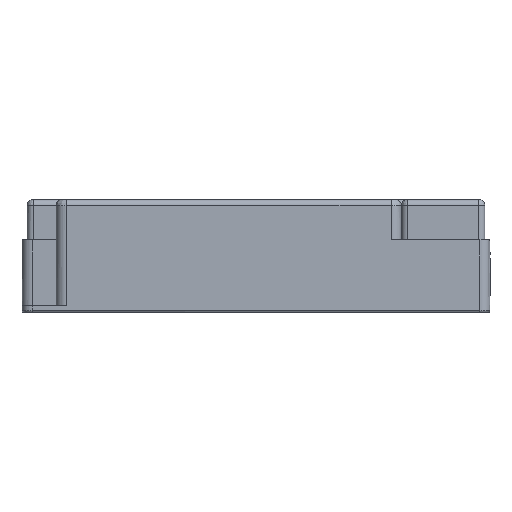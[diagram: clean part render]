
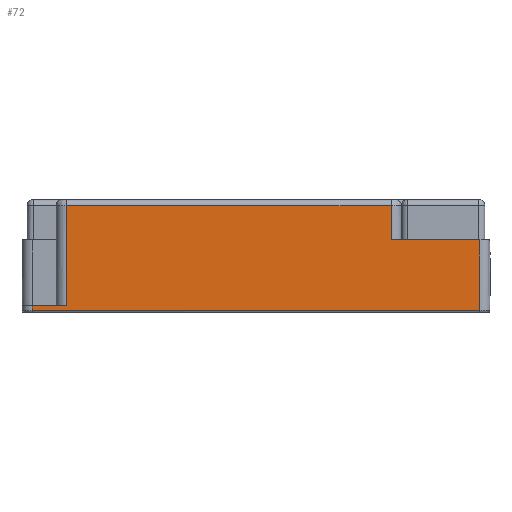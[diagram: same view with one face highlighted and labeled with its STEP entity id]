
A CAD part, front view. The second image highlights one B-rep face of the part: STEP entity #72.
In plain terms, the highlighted planar face has unit normal (0, -1, 0).
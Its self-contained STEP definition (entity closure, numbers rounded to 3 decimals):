
#72=ADVANCED_FACE('',(#190),#1775,.T.);
#190=FACE_OUTER_BOUND('',#310,.T.);
#310=EDGE_LOOP('',(#643,#644,#645,#646,#647,#648,#649,#650));
#643=ORIENTED_EDGE('',*,*,#994,.F.);
#644=ORIENTED_EDGE('',*,*,#956,.F.);
#645=ORIENTED_EDGE('',*,*,#1102,.F.);
#646=ORIENTED_EDGE('',*,*,#1101,.F.);
#647=ORIENTED_EDGE('',*,*,#1100,.F.);
#648=ORIENTED_EDGE('',*,*,#988,.T.);
#649=ORIENTED_EDGE('',*,*,#1098,.F.);
#650=ORIENTED_EDGE('',*,*,#1099,.F.);
#956=EDGE_CURVE('',#1522,#1524,#1345,.T.);
#988=EDGE_CURVE('',#1558,#1559,#1372,.T.);
#994=EDGE_CURVE('',#1524,#1566,#1377,.T.);
#1098=EDGE_CURVE('',#1630,#1559,#1447,.T.);
#1099=EDGE_CURVE('',#1566,#1630,#1448,.T.);
#1100=EDGE_CURVE('',#1558,#1631,#1449,.T.);
#1101=EDGE_CURVE('',#1631,#1632,#1450,.T.);
#1102=EDGE_CURVE('',#1632,#1522,#1451,.T.);
#1345=B_SPLINE_CURVE_WITH_KNOTS('',1,(#3468,#3469),.UNSPECIFIED.,.F.,.F.,
(2,2),(-22.,0.),.UNSPECIFIED.);
#1372=B_SPLINE_CURVE_WITH_KNOTS('',1,(#3591,#3592),.UNSPECIFIED.,.F.,.F.,
(2,2),(0.,8.45),.UNSPECIFIED.);
#1377=B_SPLINE_CURVE_WITH_KNOTS('',1,(#3604,#3605),.UNSPECIFIED.,.F.,.F.,
(2,2),(-17.5,0.),.UNSPECIFIED.);
#1447=B_SPLINE_CURVE_WITH_KNOTS('',1,(#3850,#3851),.UNSPECIFIED.,.F.,.F.,
(2,2),(0.,1.2),.UNSPECIFIED.);
#1448=B_SPLINE_CURVE_WITH_KNOTS('',1,(#3852,#3853),.UNSPECIFIED.,.F.,.F.,
(2,2),(0.,111.),.UNSPECIFIED.);
#1449=B_SPLINE_CURVE_WITH_KNOTS('',1,(#3854,#3855),.UNSPECIFIED.,.F.,.F.,
(2,2),(0.,24.8),.UNSPECIFIED.);
#1450=B_SPLINE_CURVE_WITH_KNOTS('',1,(#3856,#3857),.UNSPECIFIED.,.F.,.F.,
(2,2),(0.,80.55),.UNSPECIFIED.);
#1451=B_SPLINE_CURVE_WITH_KNOTS('',1,(#3858,#3859),.UNSPECIFIED.,.F.,.F.,
(2,2),(0.,8.5),.UNSPECIFIED.);
#1522=VERTEX_POINT('',#3266);
#1524=VERTEX_POINT('',#3268);
#1558=VERTEX_POINT('',#3302);
#1559=VERTEX_POINT('',#3303);
#1566=VERTEX_POINT('',#3310);
#1630=VERTEX_POINT('',#3374);
#1631=VERTEX_POINT('',#3375);
#1632=VERTEX_POINT('',#3376);
#1775=PLANE('',#1845);
#1845=AXIS2_PLACEMENT_3D('',#2711,#1898,$);
#1898=DIRECTION('',(0.,-1.,0.));
#2711=CARTESIAN_POINT('',(124.752,-0.1,-30.252));
#3266=CARTESIAN_POINT('',(91.5,-0.1,-10.));
#3268=CARTESIAN_POINT('',(113.5,-0.1,-10.));
#3302=CARTESIAN_POINT('',(10.95,-0.1,-26.3));
#3303=CARTESIAN_POINT('',(2.5,-0.1,-26.3));
#3310=CARTESIAN_POINT('',(113.5,-0.1,-27.5));
#3374=CARTESIAN_POINT('',(2.5,-0.1,-27.5));
#3375=CARTESIAN_POINT('',(10.95,-0.1,-1.5));
#3376=CARTESIAN_POINT('',(91.5,-0.1,-1.5));
#3468=CARTESIAN_POINT('',(91.5,-0.1,-10.));
#3469=CARTESIAN_POINT('',(113.5,-0.1,-10.));
#3591=CARTESIAN_POINT('',(10.95,-0.1,-26.3));
#3592=CARTESIAN_POINT('',(2.5,-0.1,-26.3));
#3604=CARTESIAN_POINT('',(113.5,-0.1,-10.));
#3605=CARTESIAN_POINT('',(113.5,-0.1,-27.5));
#3850=CARTESIAN_POINT('',(2.5,-0.1,-27.5));
#3851=CARTESIAN_POINT('',(2.5,-0.1,-26.3));
#3852=CARTESIAN_POINT('',(113.5,-0.1,-27.5));
#3853=CARTESIAN_POINT('',(2.5,-0.1,-27.5));
#3854=CARTESIAN_POINT('',(10.95,-0.1,-26.3));
#3855=CARTESIAN_POINT('',(10.95,-0.1,-1.5));
#3856=CARTESIAN_POINT('',(10.95,-0.1,-1.5));
#3857=CARTESIAN_POINT('',(91.5,-0.1,-1.5));
#3858=CARTESIAN_POINT('',(91.5,-0.1,-1.5));
#3859=CARTESIAN_POINT('',(91.5,-0.1,-10.));
